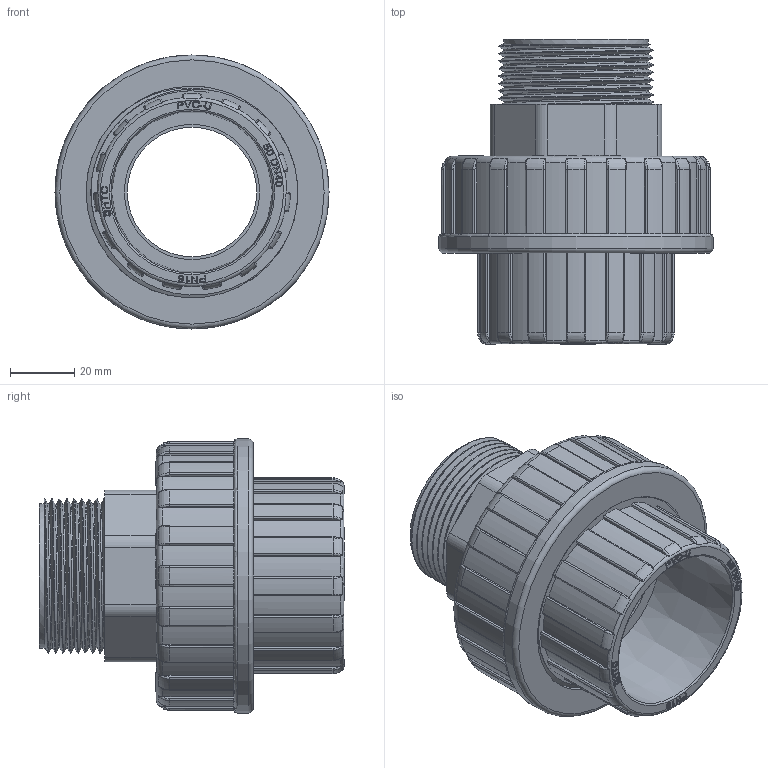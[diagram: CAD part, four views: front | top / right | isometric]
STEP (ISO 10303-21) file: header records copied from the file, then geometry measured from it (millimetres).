
FILE_DESCRIPTION(/* description */ (''),/* implementation_level */ '2;1');
FILE_NAME(/* name */ '50不锈钢外螺纹.stp',/* time_stamp */ '2025-04-28T10:56:33+08:00',/* author */ (''),/* organization */ (''),/* preprocessor_version */ 'ST-DEVELOPER v16',/* originating_system */ 'SIEMENS PLM Software NX 10.0',/* authorisation */ '');
FILE_SCHEMA (('AUTOMOTIVE_DESIGN { 1 0 10303 214 3 1 1 1 }'));
Length unit declared in the file: millimetre
Products named in the file (1): gelv2D688D03eqm9
Bounding box: 85 x 94.65 x 85 mm (x, y, z)
Volume: 92628.1 mm3; surface area: 66637 mm2
Topology: 2 solids, 3 shells, 914 faces, 2499 edges, 1656 vertices
Faces by surface type: plane 382, extrusion 216, cylinder 197, bspline 77, torus 40, cone 2
Full cylindrical faces by diameter (mm): 1.096 x1, 1.504 x1, 4.056 x1, 5.369 x1, 40.2 x1, 42 x1, 42.3 x1, 44.845 x8, 48 x1, 58 x1, 58.1 x1, 62.752 x7, 63 x1, 65.71 x9, 85 x1
Entity records: 41313 total; most frequent: CARTESIAN_POINT 21174, ORIENTED_EDGE 4796, DIRECTION 3003, EDGE_CURVE 2398, VERTEX_POINT 1601, B_SPLINE_CURVE_WITH_KNOTS 1438, AXIS2_PLACEMENT_3D 1012, EDGE_LOOP 985
